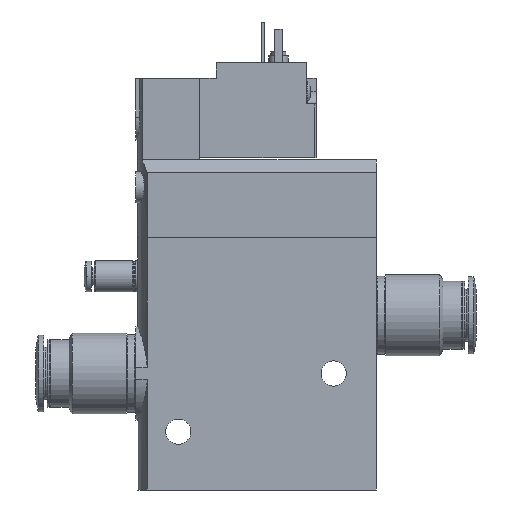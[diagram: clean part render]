
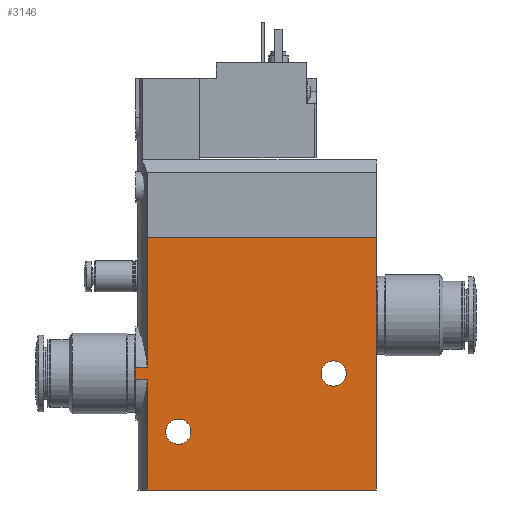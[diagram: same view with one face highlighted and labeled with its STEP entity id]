
A CAD part, left-side view. The second image highlights one B-rep face of the part: STEP entity #3146.
In plain terms, the highlighted face is planar.
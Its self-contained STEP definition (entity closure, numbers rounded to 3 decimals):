
#227=LINE('',#5305,#443);
#230=LINE('',#5314,#446);
#231=LINE('',#5328,#447);
#233=LINE('',#5347,#449);
#235=LINE('',#5352,#451);
#238=LINE('',#5376,#454);
#241=LINE('',#5389,#457);
#242=LINE('',#5390,#458);
#443=VECTOR('',#4338,1000.);
#446=VECTOR('',#4345,1000.);
#447=VECTOR('',#4348,1000.);
#449=VECTOR('',#4354,1000.);
#451=VECTOR('',#4360,1000.);
#454=VECTOR('',#4369,1000.);
#457=VECTOR('',#4384,1000.);
#458=VECTOR('',#4385,1000.);
#695=ORIENTED_EDGE('',*,*,#1549,.T.);
#696=ORIENTED_EDGE('',*,*,#1550,.T.);
#697=ORIENTED_EDGE('',*,*,#1531,.T.);
#698=ORIENTED_EDGE('',*,*,#1544,.F.);
#699=ORIENTED_EDGE('',*,*,#1551,.F.);
#700=ORIENTED_EDGE('',*,*,#1525,.T.);
#701=ORIENTED_EDGE('',*,*,#1552,.T.);
#702=ORIENTED_EDGE('',*,*,#1538,.F.);
#703=ORIENTED_EDGE('',*,*,#1529,.T.);
#704=ORIENTED_EDGE('',*,*,#1535,.T.);
#1525=EDGE_CURVE('',#1958,#1957,#227,.T.);
#1529=EDGE_CURVE('',#1962,#1961,#230,.F.);
#1531=EDGE_CURVE('',#1963,#1964,#231,.T.);
#1535=EDGE_CURVE('',#1961,#1963,#233,.T.);
#1538=EDGE_CURVE('',#1962,#1968,#235,.T.);
#1544=EDGE_CURVE('',#1972,#1964,#238,.T.);
#1549=EDGE_CURVE('',#1975,#1975,#2273,.T.);
#1550=EDGE_CURVE('',#1976,#1976,#2274,.T.);
#1551=EDGE_CURVE('',#1958,#1972,#241,.T.);
#1552=EDGE_CURVE('',#1957,#1968,#242,.T.);
#1957=VERTEX_POINT('',#5304);
#1958=VERTEX_POINT('',#5306);
#1961=VERTEX_POINT('',#5313);
#1962=VERTEX_POINT('',#5315);
#1963=VERTEX_POINT('',#5329);
#1964=VERTEX_POINT('',#5330);
#1968=VERTEX_POINT('',#5353);
#1972=VERTEX_POINT('',#5375);
#1975=VERTEX_POINT('',#5386);
#1976=VERTEX_POINT('',#5388);
#2273=CIRCLE('',#3971,3.25);
#2274=CIRCLE('',#3972,3.25);
#2428=EDGE_LOOP('',(#695));
#2429=EDGE_LOOP('',(#696));
#2430=EDGE_LOOP('',(#697,#698,#699,#700,#701,#702,#703,#704));
#2739=FACE_BOUND('',#2428,.T.);
#2740=FACE_BOUND('',#2429,.T.);
#2741=FACE_BOUND('',#2430,.T.);
#3040=PLANE('',#3970);
#3146=ADVANCED_FACE('',(#2739,#2740,#2741),#3040,.F.);
#3970=AXIS2_PLACEMENT_3D('',#5384,#4378,#4379);
#3971=AXIS2_PLACEMENT_3D('',#5385,#4380,#4381);
#3972=AXIS2_PLACEMENT_3D('',#5387,#4382,#4383);
#4338=DIRECTION('',(-1.,0.,0.));
#4345=DIRECTION('',(0.,-1.,0.));
#4348=DIRECTION('',(0.,-1.,0.));
#4354=DIRECTION('',(1.,0.,0.));
#4360=DIRECTION('',(-1.,0.,0.));
#4369=DIRECTION('',(-1.,0.,0.));
#4378=DIRECTION('',(0.,0.,1.));
#4379=DIRECTION('',(1.,0.,0.));
#4380=DIRECTION('',(0.,0.,1.));
#4381=DIRECTION('',(1.,0.,0.));
#4382=DIRECTION('',(0.,0.,1.));
#4383=DIRECTION('',(1.,0.,0.));
#4384=DIRECTION('',(0.,1.,0.));
#4385=DIRECTION('',(0.,1.,0.));
#5304=CARTESIAN_POINT('',(0.,0.,-12.));
#5305=CARTESIAN_POINT('',(65.,0.,-12.));
#5306=CARTESIAN_POINT('',(65.,0.,-12.));
#5313=CARTESIAN_POINT('',(33.448,62.,-12.));
#5314=CARTESIAN_POINT('',(33.448,0.,-12.));
#5315=CARTESIAN_POINT('',(33.448,58.995,-12.));
#5328=CARTESIAN_POINT('',(36.552,0.,-12.));
#5329=CARTESIAN_POINT('',(36.552,62.,-12.));
#5330=CARTESIAN_POINT('',(36.552,58.995,-12.));
#5347=CARTESIAN_POINT('',(35.,62.,-12.));
#5352=CARTESIAN_POINT('',(65.,58.995,-12.));
#5353=CARTESIAN_POINT('',(0.,58.995,-12.));
#5375=CARTESIAN_POINT('',(65.,58.995,-12.));
#5376=CARTESIAN_POINT('',(65.,58.995,-12.));
#5384=CARTESIAN_POINT('',(65.,0.,-12.));
#5385=CARTESIAN_POINT('',(35.,11.,-12.));
#5386=CARTESIAN_POINT('',(38.25,11.,-12.));
#5387=CARTESIAN_POINT('',(50.,51.,-12.));
#5388=CARTESIAN_POINT('',(53.25,51.,-12.));
#5389=CARTESIAN_POINT('',(65.,0.,-12.));
#5390=CARTESIAN_POINT('',(0.,0.,-12.));
